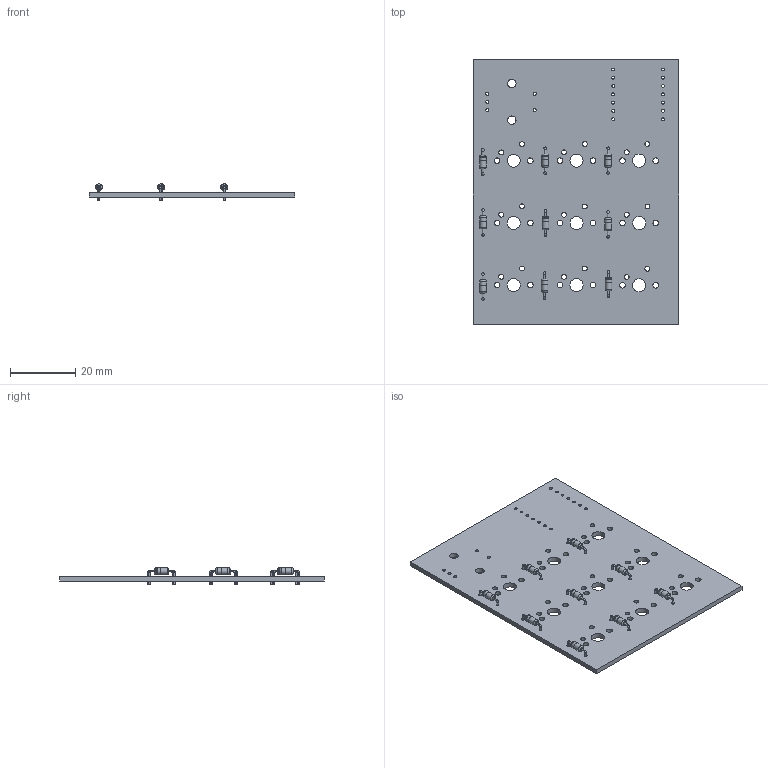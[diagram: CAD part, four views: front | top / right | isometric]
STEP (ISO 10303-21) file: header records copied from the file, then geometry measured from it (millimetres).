
FILE_DESCRIPTION(('KiCad electronic assembly'),'2;1');
FILE_NAME('Maritza''s MacroPad.step','2025-12-24T14:28:41',('Pcbnew'),( 'Kicad'),'Open CASCADE STEP processor 7.8','KiCad to STEP converter' ,'Unknown');
FILE_SCHEMA(('AUTOMOTIVE_DESIGN { 1 0 10303 214 1 1 1 1 }'));
Length unit declared in the file: millimetre
Products named in the file (3): Maritza's MacroPad 1; D_DO-35_SOD27_P7.62mm_Horizontal; Maritza's MacroPad_PCB
Assembly tree (10 placements, depth 2):
  Maritza's MacroPad 1
    D_DO-35_SOD27_P7.62mm_Horizontal  x9
    Maritza's MacroPad_PCB
Bounding box: 62.85 x 81.01 x 5.01 mm (x, y, z)
Volume: 7496.1 mm3; surface area: 11283.4 mm2
Topology: 19 solids, 19 shells, 234 faces, 480 edges, 302 vertices
Faces by surface type: cylinder 138, plane 60, torus 36
Full cylindrical faces by diameter (mm): 0.5 x27, 0.8 x18, 0.889 x14, 1 x5, 1.5 x18, 1.7 x18, 2 x18, 2.02 x9, 2.6 x2, 4 x9
Entity records: 4017 total; most frequent: DIRECTION 708, CARTESIAN_POINT 595, ORIENTED_EDGE 576, AXIS2_PLACEMENT_3D 303, EDGE_CURVE 288, FACE_BOUND 276, EDGE_LOOP 276, VERTEX_POINT 190
